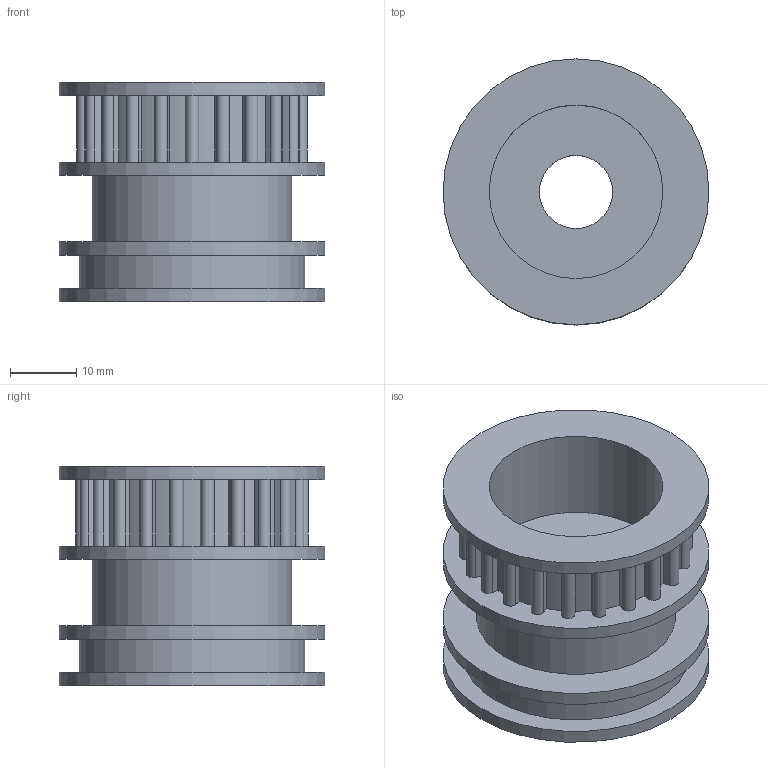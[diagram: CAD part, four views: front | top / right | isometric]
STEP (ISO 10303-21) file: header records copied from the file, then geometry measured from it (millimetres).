
FILE_DESCRIPTION(/* description */ (''),/* implementation_level */ '2;1');
FILE_NAME(/* name */ 'ZahnRiemenRad v6.step',/* time_stamp */ '2021-11-24T09:06:17+01:00',/* author */ (''),/* organization */ (''),/* preprocessor_version */ 'ST-DEVELOPER v18.1',/* originating_system */ 'Autodesk Translation Framework v10.10.0.1391',/* authorisation */ '');
FILE_SCHEMA (('AUTOMOTIVE_DESIGN { 1 0 10303 214 3 1 1 }'));
Length unit declared in the file: millimetre
Products named in the file (1): ZahnRiemenRad
Bounding box: 40 x 40 x 33 mm (x, y, z)
Volume: 16750.8 mm3; surface area: 11357.1 mm2
Topology: 1 solids, 1 shells, 107 faces, 291 edges, 194 vertices
Faces by surface type: plane 54, cylinder 53
Full cylindrical faces by diameter (mm): 11 x1, 26.1 x2, 30 x1, 34 x1, 40 x4
Entity records: 3448 total; most frequent: DIRECTION 613, CARTESIAN_POINT 593, ORIENTED_EDGE 582, EDGE_CURVE 291, AXIS2_PLACEMENT_3D 214, VERTEX_POINT 194, LINE 185, VECTOR 185
